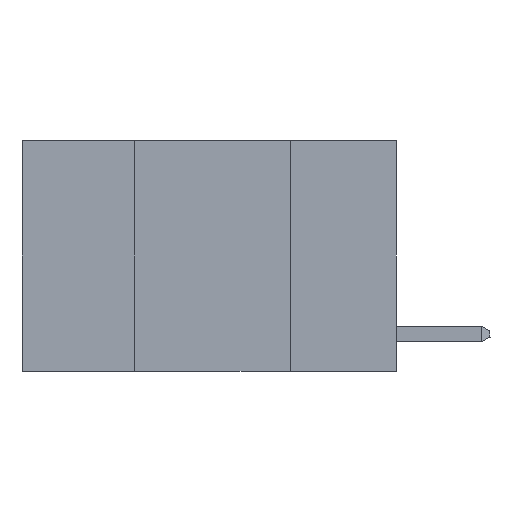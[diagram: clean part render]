
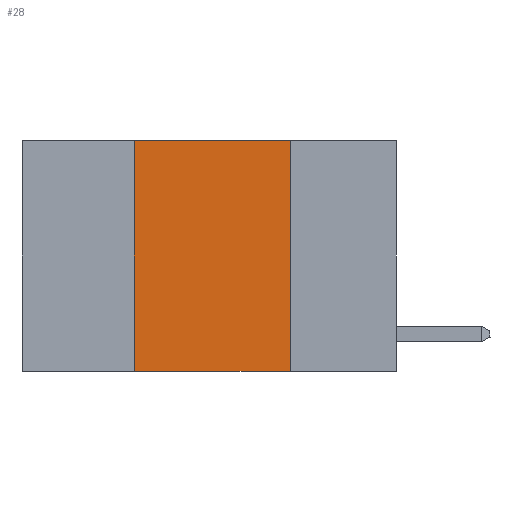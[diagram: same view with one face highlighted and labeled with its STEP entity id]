
A CAD part, left-side view. The second image highlights one B-rep face of the part: STEP entity #28.
In plain terms, the highlighted planar face has unit normal (-1, 0, 0).
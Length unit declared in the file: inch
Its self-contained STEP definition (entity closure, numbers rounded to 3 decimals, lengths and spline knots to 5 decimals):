
#28 = ADVANCED_FACE ( 'NONE', ( #16352 ), #14916, .F. ) ;
#229 = VERTEX_POINT ( 'NONE', #12232 ) ;
#1313 = EDGE_CURVE ( 'NONE', #8205, #4646, #9331, .T. ) ;
#1460 = DIRECTION ( 'NONE',  ( 1., 0., 0. ) ) ;
#1644 = EDGE_CURVE ( 'NONE', #2523, #229, #14094, .T. ) ;
#2361 = DIRECTION ( 'NONE',  ( 0., 0., -1. ) ) ;
#2523 = VERTEX_POINT ( 'NONE', #14007 ) ;
#2764 = CARTESIAN_POINT ( 'NONE',  ( 0., 0.17, 0. ) ) ;
#3592 = DIRECTION ( 'NONE',  ( 0., 0., 1. ) ) ;
#4164 = DIRECTION ( 'NONE',  ( 0., 0., -1. ) ) ;
#4266 = ORIENTED_EDGE ( 'NONE', *, *, #14404, .F. ) ;
#4646 = VERTEX_POINT ( 'NONE', #5696 ) ;
#5647 = CARTESIAN_POINT ( 'NONE',  ( 0., 0.42, 0. ) ) ;
#5696 = CARTESIAN_POINT ( 'NONE',  ( 0., 0.17, 0. ) ) ;
#6418 = DIRECTION ( 'NONE',  ( 0., -1., 0. ) ) ;
#7089 = LINE ( 'NONE', #11785, #17192 ) ;
#7105 = ORIENTED_EDGE ( 'NONE', *, *, #12377, .F. ) ;
#7315 = DIRECTION ( 'NONE',  ( 0., -1., 0. ) ) ;
#7436 = EDGE_LOOP ( 'NONE', ( #7105, #14217, #4266, #15426 ) ) ;
#8205 = VERTEX_POINT ( 'NONE', #5647 ) ;
#8494 = VECTOR ( 'NONE', #4164, 39.37008 ) ;
#9001 = CARTESIAN_POINT ( 'NONE',  ( 0., 0.6, 0. ) ) ;
#9331 = LINE ( 'NONE', #15413, #15906 ) ;
#11785 = CARTESIAN_POINT ( 'NONE',  ( 0., 0.42, 0. ) ) ;
#12046 = LINE ( 'NONE', #2764, #8494 ) ;
#12111 = AXIS2_PLACEMENT_3D ( 'NONE', #9001, #1460, #2361 ) ;
#12232 = CARTESIAN_POINT ( 'NONE',  ( 0., 0.17, -0.37 ) ) ;
#12377 = EDGE_CURVE ( 'NONE', #4646, #229, #12046, .T. ) ;
#14007 = CARTESIAN_POINT ( 'NONE',  ( 0., 0.42, -0.37 ) ) ;
#14094 = LINE ( 'NONE', #16648, #17082 ) ;
#14217 = ORIENTED_EDGE ( 'NONE', *, *, #1313, .F. ) ;
#14404 = EDGE_CURVE ( 'NONE', #2523, #8205, #7089, .T. ) ;
#14916 = PLANE ( 'NONE',  #12111 ) ;
#15413 = CARTESIAN_POINT ( 'NONE',  ( 0., 0.6, 0. ) ) ;
#15426 = ORIENTED_EDGE ( 'NONE', *, *, #1644, .T. ) ;
#15906 = VECTOR ( 'NONE', #6418, 39.37008 ) ;
#16352 = FACE_OUTER_BOUND ( 'NONE', #7436, .T. ) ;
#16648 = CARTESIAN_POINT ( 'NONE',  ( 0., 0.6, -0.37 ) ) ;
#17082 = VECTOR ( 'NONE', #7315, 39.37008 ) ;
#17192 = VECTOR ( 'NONE', #3592, 39.37008 ) ;
